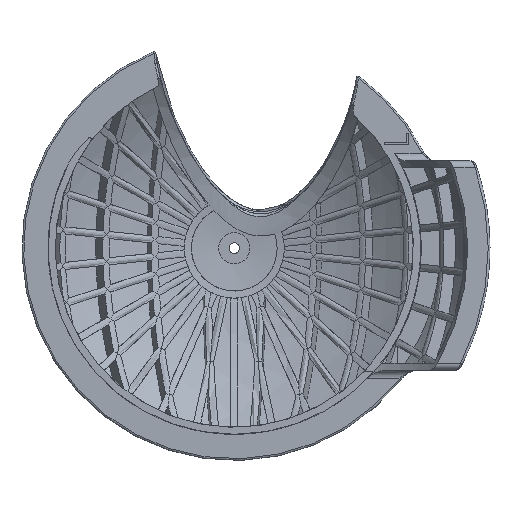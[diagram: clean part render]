
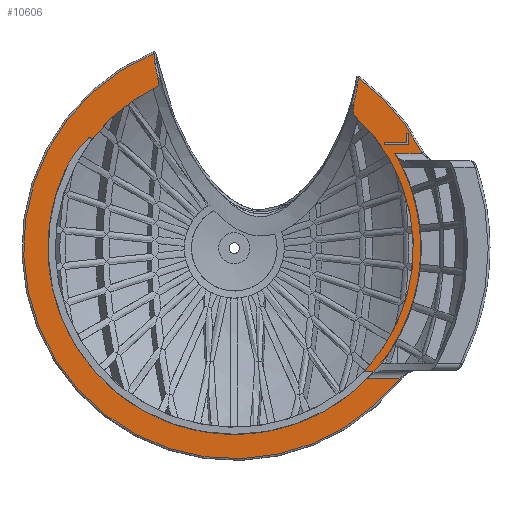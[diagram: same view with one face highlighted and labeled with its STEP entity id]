
A CAD part, left-side view. The second image highlights one B-rep face of the part: STEP entity #10606.
In plain terms, the highlighted planar face has unit normal (-1, 0, 0).
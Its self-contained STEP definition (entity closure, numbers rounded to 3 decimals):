
#33=FACE_BOUND('',#1383,.T.);
#146=ELLIPSE('',#11406,52.695,52.392);
#152=ELLIPSE('',#11509,56.81,20.715);
#153=ELLIPSE('',#11513,27.853,11.444);
#663=FACE_OUTER_BOUND('',#1382,.T.);
#1382=EDGE_LOOP('',(#7174,#7175,#7176,#7177,#7178,#7179,#7180,#7181,#7182,
#7183,#7184,#7185,#7186,#7187,#7188,#7189,#7190,#7191,#7192));
#1383=EDGE_LOOP('',(#7193,#7194,#7195,#7196,#7197,#7198));
#2045=LINE('',#19393,#2554);
#2046=LINE('',#19396,#2555);
#2047=LINE('',#19404,#2556);
#2048=LINE('',#19415,#2557);
#2049=LINE('',#19417,#2558);
#2050=LINE('',#19419,#2559);
#2051=LINE('',#19421,#2560);
#2052=LINE('',#19423,#2561);
#2053=LINE('',#19424,#2562);
#2554=VECTOR('',#13587,1000.);
#2555=VECTOR('',#13590,1000.);
#2556=VECTOR('',#13599,1000.);
#2557=VECTOR('',#13610,1000.);
#2558=VECTOR('',#13611,1000.);
#2559=VECTOR('',#13612,1000.);
#2560=VECTOR('',#13613,1000.);
#2561=VECTOR('',#13614,1000.);
#2562=VECTOR('',#13615,1000.);
#3132=CIRCLE('',#11435,53.);
#3135=CIRCLE('',#11439,59.931);
#3141=CIRCLE('',#11448,59.931);
#3145=CIRCLE('',#11453,52.964);
#3184=CIRCLE('',#11511,53.);
#3185=CIRCLE('',#11512,204.145);
#3186=CIRCLE('',#11514,200.827);
#3187=CIRCLE('',#11515,50.964);
#3188=CIRCLE('',#11516,24.8);
#3189=CIRCLE('',#11517,0.5);
#3190=CIRCLE('',#11518,50.964);
#3191=CIRCLE('',#11519,221.642);
#3192=CIRCLE('',#11520,212.34);
#4154=VERTEX_POINT('',#18562);
#4155=VERTEX_POINT('',#18575);
#4194=VERTEX_POINT('',#18811);
#4195=VERTEX_POINT('',#18819);
#4200=VERTEX_POINT('',#18958);
#4201=VERTEX_POINT('',#18960);
#4204=VERTEX_POINT('',#18971);
#4205=VERTEX_POINT('',#18973);
#4209=VERTEX_POINT('',#18982);
#4210=VERTEX_POINT('',#18984);
#4262=VERTEX_POINT('',#19388);
#4263=VERTEX_POINT('',#19392);
#4264=VERTEX_POINT('',#19394);
#4265=VERTEX_POINT('',#19397);
#4266=VERTEX_POINT('',#19400);
#4267=VERTEX_POINT('',#19402);
#4268=VERTEX_POINT('',#19405);
#4269=VERTEX_POINT('',#19407);
#4270=VERTEX_POINT('',#19409);
#4271=VERTEX_POINT('',#19413);
#4272=VERTEX_POINT('',#19414);
#4273=VERTEX_POINT('',#19416);
#4274=VERTEX_POINT('',#19418);
#4275=VERTEX_POINT('',#19420);
#4276=VERTEX_POINT('',#19422);
#5219=EDGE_CURVE('',#4155,#4154,#146,.T.);
#5259=EDGE_CURVE('',#4195,#4194,#3132,.T.);
#5266=EDGE_CURVE('',#4200,#4201,#3135,.T.);
#5272=EDGE_CURVE('',#4204,#4205,#3141,.T.);
#5277=EDGE_CURVE('',#4209,#4210,#3145,.T.);
#5341=EDGE_CURVE('',#4262,#4154,#152,.T.);
#5342=EDGE_CURVE('',#4263,#4200,#2045,.T.);
#5343=EDGE_CURVE('',#4264,#4263,#3184,.T.);
#5344=EDGE_CURVE('',#4205,#4264,#2046,.T.);
#5345=EDGE_CURVE('',#4265,#4204,#3185,.T.);
#5346=EDGE_CURVE('',#4195,#4265,#153,.T.);
#5347=EDGE_CURVE('',#4266,#4194,#3186,.T.);
#5348=EDGE_CURVE('',#4267,#4266,#3187,.T.);
#5349=EDGE_CURVE('',#4210,#4267,#2047,.T.);
#5350=EDGE_CURVE('',#4268,#4209,#3188,.T.);
#5351=EDGE_CURVE('',#4269,#4268,#3189,.T.);
#5352=EDGE_CURVE('',#4270,#4269,#3190,.T.);
#5353=EDGE_CURVE('',#4155,#4270,#3191,.T.);
#5354=EDGE_CURVE('',#4201,#4262,#3192,.T.);
#5355=EDGE_CURVE('',#4271,#4272,#2048,.T.);
#5356=EDGE_CURVE('',#4273,#4271,#2049,.T.);
#5357=EDGE_CURVE('',#4274,#4273,#2050,.T.);
#5358=EDGE_CURVE('',#4275,#4274,#2051,.T.);
#5359=EDGE_CURVE('',#4276,#4275,#2052,.T.);
#5360=EDGE_CURVE('',#4272,#4276,#2053,.T.);
#7174=ORIENTED_EDGE('',*,*,#5266,.F.);
#7175=ORIENTED_EDGE('',*,*,#5342,.F.);
#7176=ORIENTED_EDGE('',*,*,#5343,.F.);
#7177=ORIENTED_EDGE('',*,*,#5344,.F.);
#7178=ORIENTED_EDGE('',*,*,#5272,.F.);
#7179=ORIENTED_EDGE('',*,*,#5345,.F.);
#7180=ORIENTED_EDGE('',*,*,#5346,.F.);
#7181=ORIENTED_EDGE('',*,*,#5259,.T.);
#7182=ORIENTED_EDGE('',*,*,#5347,.F.);
#7183=ORIENTED_EDGE('',*,*,#5348,.F.);
#7184=ORIENTED_EDGE('',*,*,#5349,.F.);
#7185=ORIENTED_EDGE('',*,*,#5277,.F.);
#7186=ORIENTED_EDGE('',*,*,#5350,.F.);
#7187=ORIENTED_EDGE('',*,*,#5351,.F.);
#7188=ORIENTED_EDGE('',*,*,#5352,.F.);
#7189=ORIENTED_EDGE('',*,*,#5353,.F.);
#7190=ORIENTED_EDGE('',*,*,#5219,.T.);
#7191=ORIENTED_EDGE('',*,*,#5341,.F.);
#7192=ORIENTED_EDGE('',*,*,#5354,.F.);
#7193=ORIENTED_EDGE('',*,*,#5355,.F.);
#7194=ORIENTED_EDGE('',*,*,#5356,.F.);
#7195=ORIENTED_EDGE('',*,*,#5357,.F.);
#7196=ORIENTED_EDGE('',*,*,#5358,.F.);
#7197=ORIENTED_EDGE('',*,*,#5359,.F.);
#7198=ORIENTED_EDGE('',*,*,#5360,.F.);
#10178=PLANE('',#11510);
#10606=ADVANCED_FACE('',(#663,#33),#10178,.F.);
#11406=AXIS2_PLACEMENT_3D('',#18576,#13371,#13372);
#11435=AXIS2_PLACEMENT_3D('',#18820,#13429,#13430);
#11439=AXIS2_PLACEMENT_3D('',#18961,#13437,#13438);
#11448=AXIS2_PLACEMENT_3D('',#18974,#13455,#13456);
#11453=AXIS2_PLACEMENT_3D('',#18985,#13466,#13467);
#11509=AXIS2_PLACEMENT_3D('',#19390,#13583,#13584);
#11510=AXIS2_PLACEMENT_3D('',#19391,#13585,#13586);
#11511=AXIS2_PLACEMENT_3D('',#19395,#13588,#13589);
#11512=AXIS2_PLACEMENT_3D('',#19398,#13591,#13592);
#11513=AXIS2_PLACEMENT_3D('',#19399,#13593,#13594);
#11514=AXIS2_PLACEMENT_3D('',#19401,#13595,#13596);
#11515=AXIS2_PLACEMENT_3D('',#19403,#13597,#13598);
#11516=AXIS2_PLACEMENT_3D('',#19406,#13600,#13601);
#11517=AXIS2_PLACEMENT_3D('',#19408,#13602,#13603);
#11518=AXIS2_PLACEMENT_3D('',#19410,#13604,#13605);
#11519=AXIS2_PLACEMENT_3D('',#19411,#13606,#13607);
#11520=AXIS2_PLACEMENT_3D('',#19412,#13608,#13609);
#13371=DIRECTION('center_axis',(1.,0.,0.));
#13372=DIRECTION('ref_axis',(0.,-0.912,0.41));
#13429=DIRECTION('center_axis',(1.,0.,0.));
#13430=DIRECTION('ref_axis',(0.,0.,1.));
#13437=DIRECTION('center_axis',(1.,0.,0.));
#13438=DIRECTION('ref_axis',(0.,0.381,0.925));
#13455=DIRECTION('center_axis',(1.,0.,0.));
#13456=DIRECTION('ref_axis',(0.,-0.893,0.451));
#13466=DIRECTION('center_axis',(-1.,0.,0.));
#13467=DIRECTION('ref_axis',(0.,0.,-1.));
#13583=DIRECTION('center_axis',(-1.,0.,0.));
#13584=DIRECTION('ref_axis',(0.,-0.538,-0.843));
#13585=DIRECTION('center_axis',(1.,0.,0.));
#13586=DIRECTION('ref_axis',(0.,0.,-1.));
#13587=DIRECTION('',(0.,-1.,0.));
#13588=DIRECTION('center_axis',(1.,0.,0.));
#13589=DIRECTION('ref_axis',(0.,0.,1.));
#13590=DIRECTION('',(0.,1.,0.));
#13591=DIRECTION('center_axis',(-1.,0.,0.));
#13592=DIRECTION('ref_axis',(0.,-0.997,-0.079));
#13593=DIRECTION('center_axis',(-1.,0.,0.));
#13594=DIRECTION('ref_axis',(0.,0.331,-0.944));
#13595=DIRECTION('center_axis',(-1.,0.,0.));
#13596=DIRECTION('ref_axis',(0.,-0.993,-0.115));
#13597=DIRECTION('center_axis',(-1.,0.,0.));
#13598=DIRECTION('ref_axis',(0.,0.,1.));
#13599=DIRECTION('',(0.,1.,0.));
#13600=DIRECTION('center_axis',(-1.,0.,0.));
#13601=DIRECTION('ref_axis',(0.,0.,-1.));
#13602=DIRECTION('center_axis',(-1.,0.,0.));
#13603=DIRECTION('ref_axis',(0.,0.,-1.));
#13604=DIRECTION('center_axis',(-1.,0.,0.));
#13605=DIRECTION('ref_axis',(0.,0.,1.));
#13606=DIRECTION('center_axis',(-1.,0.,0.));
#13607=DIRECTION('ref_axis',(0.,0.994,-0.112));
#13608=DIRECTION('center_axis',(-1.,0.,0.));
#13609=DIRECTION('ref_axis',(0.,0.996,-0.086));
#13610=DIRECTION('',(0.,0.,-1.));
#13611=DIRECTION('',(0.,1.,0.));
#13612=DIRECTION('',(0.,0.,-1.));
#13613=DIRECTION('',(0.,1.,0.));
#13614=DIRECTION('',(0.,0.,1.));
#13615=DIRECTION('',(0.,-1.,0.));
#18562=CARTESIAN_POINT('',(50.2,21.676,48.364));
#18575=CARTESIAN_POINT('',(50.2,21.744,48.334));
#18576=CARTESIAN_POINT('Origin',(50.2,0.249,0.555));
#18811=CARTESIAN_POINT('',(50.2,-34.076,40.593));
#18819=CARTESIAN_POINT('',(50.2,-33.824,40.803));
#18820=CARTESIAN_POINT('Origin',(50.2,0.,0.));
#18958=CARTESIAN_POINT('',(50.2,-47.146,-37.));
#18960=CARTESIAN_POINT('',(50.2,22.807,55.422));
#18961=CARTESIAN_POINT('Origin',(50.2,0.,0.));
#18971=CARTESIAN_POINT('',(50.2,-35.278,48.448));
#18973=CARTESIAN_POINT('',(50.2,-53.505,27.));
#18974=CARTESIAN_POINT('Origin',(50.2,0.,0.));
#18982=CARTESIAN_POINT('',(50.2,47.404,23.623));
#18984=CARTESIAN_POINT('',(50.2,-39.751,-35.));
#18985=CARTESIAN_POINT('Origin',(50.2,0.,0.));
#19388=CARTESIAN_POINT('',(50.2,22.577,52.513));
#19390=CARTESIAN_POINT('Origin',(50.2,-11.857,24.189));
#19391=CARTESIAN_POINT('Origin',(50.2,-83.7,24.8));
#19392=CARTESIAN_POINT('',(50.2,-37.947,-37.));
#19393=CARTESIAN_POINT('',(50.2,-83.7,-37.));
#19394=CARTESIAN_POINT('',(50.2,-45.607,27.));
#19395=CARTESIAN_POINT('Origin',(50.2,0.,0.));
#19396=CARTESIAN_POINT('',(50.2,-83.7,27.));
#19397=CARTESIAN_POINT('',(50.2,-35.094,46.269));
#19398=CARTESIAN_POINT('Origin',(50.2,168.23,64.57));
#19399=CARTESIAN_POINT('Origin',(50.2,-21.716,40.432));
#19400=CARTESIAN_POINT('',(50.2,-33.78,38.16));
#19401=CARTESIAN_POINT('Origin',(50.2,165.424,63.646));
#19402=CARTESIAN_POINT('',(50.2,-37.045,-35.));
#19403=CARTESIAN_POINT('Origin',(50.2,0.,0.));
#19404=CARTESIAN_POINT('',(50.2,-83.7,-35.));
#19405=CARTESIAN_POINT('',(50.2,41.49,31.267));
#19406=CARTESIAN_POINT('Origin',(50.2,25.207,12.562));
#19407=CARTESIAN_POINT('',(50.2,40.762,30.59));
#19408=CARTESIAN_POINT('Origin',(50.2,41.162,30.89));
#19409=CARTESIAN_POINT('',(50.2,21.515,46.2));
#19410=CARTESIAN_POINT('Origin',(50.2,0.,0.));
#19411=CARTESIAN_POINT('Origin',(50.2,-198.739,70.964));
#19412=CARTESIAN_POINT('Origin',(50.2,-188.983,70.7));
#19413=CARTESIAN_POINT('',(50.2,-42.622,30.056));
#19414=CARTESIAN_POINT('',(50.2,-42.622,29.428));
#19415=CARTESIAN_POINT('',(50.2,-42.622,24.8));
#19416=CARTESIAN_POINT('',(50.2,-48.904,30.056));
#19417=CARTESIAN_POINT('',(50.2,-83.7,30.056));
#19418=CARTESIAN_POINT('',(50.2,-48.904,32.749));
#19419=CARTESIAN_POINT('',(50.2,-48.904,24.8));
#19420=CARTESIAN_POINT('',(50.2,-49.622,32.749));
#19421=CARTESIAN_POINT('',(50.2,-83.7,32.749));
#19422=CARTESIAN_POINT('',(50.2,-49.622,29.428));
#19423=CARTESIAN_POINT('',(50.2,-49.622,24.8));
#19424=CARTESIAN_POINT('',(50.2,-83.7,29.428));
